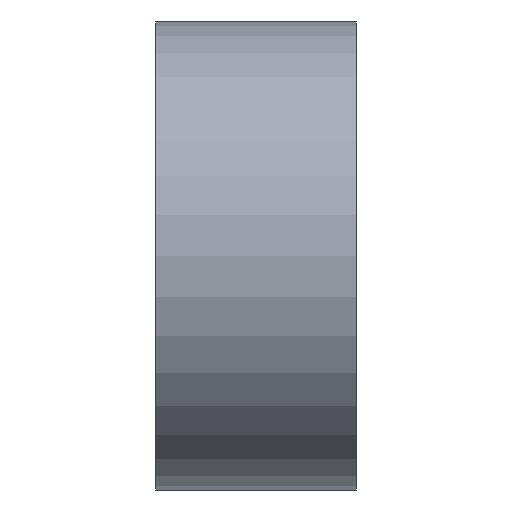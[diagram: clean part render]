
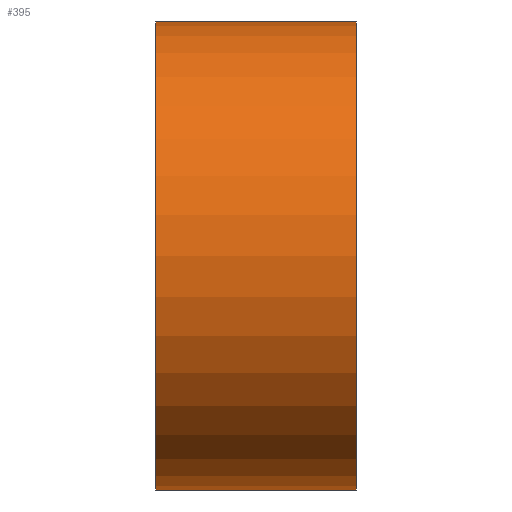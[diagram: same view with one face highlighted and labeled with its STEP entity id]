
A CAD part, left-side view. The second image highlights one B-rep face of the part: STEP entity #395.
In plain terms, the highlighted cylindrical face has radius 3.5 mm (diameter 7 mm), a partial arc.
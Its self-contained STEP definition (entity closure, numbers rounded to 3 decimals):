
#10 = DIRECTION ( 'NONE',  ( 0., -1., 0. ) ) ;
#41 = LINE ( 'NONE', #513, #297 ) ;
#60 = EDGE_LOOP ( 'NONE', ( #112, #597, #173, #640 ) ) ;
#71 = LINE ( 'NONE', #454, #332 ) ;
#101 = DIRECTION ( 'NONE',  ( 0., 1., 0. ) ) ;
#108 = AXIS2_PLACEMENT_3D ( 'NONE', #566, #101, #109 ) ;
#109 = DIRECTION ( 'NONE',  ( 0., 0., 1. ) ) ;
#112 = ORIENTED_EDGE ( 'NONE', *, *, #250, .F. ) ;
#115 = VERTEX_POINT ( 'NONE', #669 ) ;
#130 = VERTEX_POINT ( 'NONE', #259 ) ;
#161 = DIRECTION ( 'NONE',  ( 0., 0., 1. ) ) ;
#162 = FACE_OUTER_BOUND ( 'NONE', #60, .T. ) ;
#173 = ORIENTED_EDGE ( 'NONE', *, *, #370, .T. ) ;
#207 = AXIS2_PLACEMENT_3D ( 'NONE', #216, #268, #319 ) ;
#214 = CARTESIAN_POINT ( 'NONE',  ( 0., 3., 0. ) ) ;
#216 = CARTESIAN_POINT ( 'NONE',  ( 0., 3., 0. ) ) ;
#225 = CARTESIAN_POINT ( 'NONE',  ( 0., 0., 3.5 ) ) ;
#250 = EDGE_CURVE ( 'NONE', #115, #426, #71, .T. ) ;
#256 = CYLINDRICAL_SURFACE ( 'NONE', #207, 3.5 ) ;
#259 = CARTESIAN_POINT ( 'NONE',  ( 0., 0., -3.5 ) ) ;
#268 = DIRECTION ( 'NONE',  ( 0., -1., 0. ) ) ;
#288 = EDGE_CURVE ( 'NONE', #130, #426, #431, .T. ) ;
#297 = VECTOR ( 'NONE', #516, 1000. ) ;
#319 = DIRECTION ( 'NONE',  ( 0., 0., -1. ) ) ;
#332 = VECTOR ( 'NONE', #10, 1000. ) ;
#335 = EDGE_CURVE ( 'NONE', #549, #115, #556, .T. ) ;
#364 = DIRECTION ( 'NONE',  ( 0., 1., 0. ) ) ;
#370 = EDGE_CURVE ( 'NONE', #549, #130, #41, .T. ) ;
#395 = ADVANCED_FACE ( 'NONE', ( #162 ), #256, .T. ) ;
#426 = VERTEX_POINT ( 'NONE', #225 ) ;
#431 = CIRCLE ( 'NONE', #108, 3.5 ) ;
#454 = CARTESIAN_POINT ( 'NONE',  ( 0., 3., 3.5 ) ) ;
#513 = CARTESIAN_POINT ( 'NONE',  ( 0., 3., -3.5 ) ) ;
#516 = DIRECTION ( 'NONE',  ( 0., -1., 0. ) ) ;
#530 = AXIS2_PLACEMENT_3D ( 'NONE', #214, #364, #161 ) ;
#549 = VERTEX_POINT ( 'NONE', #642 ) ;
#556 = CIRCLE ( 'NONE', #530, 3.5 ) ;
#566 = CARTESIAN_POINT ( 'NONE',  ( 0., 0., 0. ) ) ;
#597 = ORIENTED_EDGE ( 'NONE', *, *, #335, .F. ) ;
#640 = ORIENTED_EDGE ( 'NONE', *, *, #288, .T. ) ;
#642 = CARTESIAN_POINT ( 'NONE',  ( 0., 3., -3.5 ) ) ;
#669 = CARTESIAN_POINT ( 'NONE',  ( 0., 3., 3.5 ) ) ;
